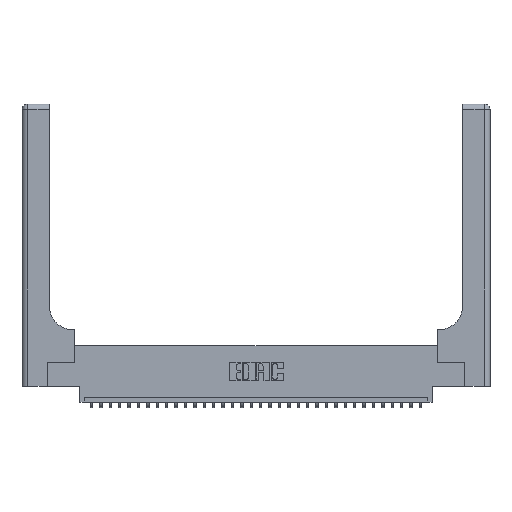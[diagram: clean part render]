
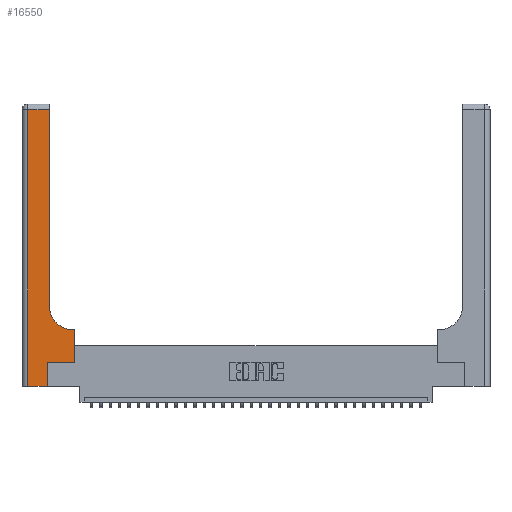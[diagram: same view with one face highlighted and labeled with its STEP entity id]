
A CAD part, top view. The second image highlights one B-rep face of the part: STEP entity #16550.
In plain terms, the highlighted planar face has unit normal (0, 0, 1).
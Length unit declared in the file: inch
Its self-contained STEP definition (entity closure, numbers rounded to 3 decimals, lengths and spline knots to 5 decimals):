
#401 = EDGE_CURVE ( 'NONE', #12026, #11566, #437, .T. ) ;
#437 = CIRCLE ( 'NONE', #7675, 0.25 ) ;
#573 = VERTEX_POINT ( 'NONE', #28688 ) ;
#847 = CARTESIAN_POINT ( 'NONE',  ( 0.5585, 0.25, 0.37 ) ) ;
#1202 = LINE ( 'NONE', #24677, #15239 ) ;
#1763 = EDGE_CURVE ( 'NONE', #17270, #16421, #5200, .T. ) ;
#2134 = CARTESIAN_POINT ( 'NONE',  ( 0.5585, 0.6, 0.37 ) ) ;
#2944 = EDGE_LOOP ( 'NONE', ( #19100, #27116, #18647, #24256, #8323, #28396, #33102, #32011, #13324 ) ) ;
#2957 = DIRECTION ( 'NONE',  ( 0., 1., 0. ) ) ;
#3085 = EDGE_CURVE ( 'NONE', #16421, #12026, #11950, .T. ) ;
#3220 = CARTESIAN_POINT ( 'NONE',  ( 0.5415, 0.6, 0.37 ) ) ;
#4369 = CARTESIAN_POINT ( 'NONE',  ( 0., 0., 0.37 ) ) ;
#4490 = CARTESIAN_POINT ( 'NONE',  ( 0.2915, 3., 0.37 ) ) ;
#4632 = EDGE_CURVE ( 'NONE', #11566, #31492, #10631, .T. ) ;
#5200 = LINE ( 'NONE', #847, #32104 ) ;
#5220 = DIRECTION ( 'NONE',  ( 1., 0., 0. ) ) ;
#5684 = DIRECTION ( 'NONE',  ( -1., 0., 0. ) ) ;
#5685 = LINE ( 'NONE', #4369, #28580 ) ;
#5735 = CARTESIAN_POINT ( 'NONE',  ( 0.5415, 0.85, 0.37 ) ) ;
#5940 = DIRECTION ( 'NONE',  ( 0., 0., -1. ) ) ;
#6425 = VERTEX_POINT ( 'NONE', #28603 ) ;
#6433 = CARTESIAN_POINT ( 'NONE',  ( 0.5585, 0.25, 0.37 ) ) ;
#7675 = AXIS2_PLACEMENT_3D ( 'NONE', #5735, #10867, #28866 ) ;
#8323 = ORIENTED_EDGE ( 'NONE', *, *, #23452, .T. ) ;
#8497 = DIRECTION ( 'NONE',  ( -1., 0., 0. ) ) ;
#8611 = DIRECTION ( 'NONE',  ( 0., 1., 0. ) ) ;
#9299 = DIRECTION ( 'NONE',  ( 0., -1., 0. ) ) ;
#10631 = LINE ( 'NONE', #4490, #31555 ) ;
#10867 = DIRECTION ( 'NONE',  ( 0., 0., -1. ) ) ;
#11566 = VERTEX_POINT ( 'NONE', #30683 ) ;
#11702 = VERTEX_POINT ( 'NONE', #26367 ) ;
#11950 = LINE ( 'NONE', #13068, #23595 ) ;
#12026 = VERTEX_POINT ( 'NONE', #3220 ) ;
#12203 = EDGE_CURVE ( 'NONE', #22782, #6425, #5685, .T. ) ;
#12422 = DIRECTION ( 'NONE',  ( 0., 1., 0. ) ) ;
#12664 = LINE ( 'NONE', #21814, #16298 ) ;
#13068 = CARTESIAN_POINT ( 'NONE',  ( 0.2915, 0.6, 0.37 ) ) ;
#13324 = ORIENTED_EDGE ( 'NONE', *, *, #401, .T. ) ;
#13977 = AXIS2_PLACEMENT_3D ( 'NONE', #21333, #5940, #8497 ) ;
#15239 = VECTOR ( 'NONE', #9299, 39.37008 ) ;
#16100 = LINE ( 'NONE', #20790, #32644 ) ;
#16298 = VECTOR ( 'NONE', #24387, 39.37008 ) ;
#16421 = VERTEX_POINT ( 'NONE', #2134 ) ;
#16550 = ADVANCED_FACE ( 'NONE', ( #26236 ), #31668, .F. ) ;
#17270 = VERTEX_POINT ( 'NONE', #6433 ) ;
#18647 = ORIENTED_EDGE ( 'NONE', *, *, #30645, .T. ) ;
#18817 = VECTOR ( 'NONE', #8611, 39.37008 ) ;
#19100 = ORIENTED_EDGE ( 'NONE', *, *, #4632, .T. ) ;
#20762 = EDGE_CURVE ( 'NONE', #573, #17270, #16100, .T. ) ;
#20790 = CARTESIAN_POINT ( 'NONE',  ( 0.269, 0.25, 0.37 ) ) ;
#21333 = CARTESIAN_POINT ( 'NONE',  ( 0., 3., 0.37 ) ) ;
#21814 = CARTESIAN_POINT ( 'NONE',  ( 0., 2.94, 0.37 ) ) ;
#22782 = VERTEX_POINT ( 'NONE', #24008 ) ;
#23452 = EDGE_CURVE ( 'NONE', #6425, #573, #33282, .T. ) ;
#23595 = VECTOR ( 'NONE', #5684, 39.37008 ) ;
#24008 = CARTESIAN_POINT ( 'NONE',  ( 0.06, 0., 0.37 ) ) ;
#24256 = ORIENTED_EDGE ( 'NONE', *, *, #12203, .T. ) ;
#24387 = DIRECTION ( 'NONE',  ( -1., 0., 0. ) ) ;
#24677 = CARTESIAN_POINT ( 'NONE',  ( 0.06, 3., 0.37 ) ) ;
#26236 = FACE_OUTER_BOUND ( 'NONE', #2944, .T. ) ;
#26367 = CARTESIAN_POINT ( 'NONE',  ( 0.06, 2.94, 0.37 ) ) ;
#27116 = ORIENTED_EDGE ( 'NONE', *, *, #27583, .T. ) ;
#27491 = DIRECTION ( 'NONE',  ( 1., 0., 0. ) ) ;
#27583 = EDGE_CURVE ( 'NONE', #31492, #11702, #12664, .T. ) ;
#28396 = ORIENTED_EDGE ( 'NONE', *, *, #20762, .T. ) ;
#28580 = VECTOR ( 'NONE', #27491, 39.37008 ) ;
#28603 = CARTESIAN_POINT ( 'NONE',  ( 0.269, 0., 0.37 ) ) ;
#28688 = CARTESIAN_POINT ( 'NONE',  ( 0.269, 0.25, 0.37 ) ) ;
#28866 = DIRECTION ( 'NONE',  ( 1., 0., 0. ) ) ;
#29179 = CARTESIAN_POINT ( 'NONE',  ( 0.269, 0., 0.37 ) ) ;
#30508 = CARTESIAN_POINT ( 'NONE',  ( 0.2915, 2.94, 0.37 ) ) ;
#30645 = EDGE_CURVE ( 'NONE', #11702, #22782, #1202, .T. ) ;
#30683 = CARTESIAN_POINT ( 'NONE',  ( 0.2915, 0.85, 0.37 ) ) ;
#31492 = VERTEX_POINT ( 'NONE', #30508 ) ;
#31555 = VECTOR ( 'NONE', #12422, 39.37008 ) ;
#31668 = PLANE ( 'NONE',  #13977 ) ;
#32011 = ORIENTED_EDGE ( 'NONE', *, *, #3085, .T. ) ;
#32104 = VECTOR ( 'NONE', #2957, 39.37008 ) ;
#32644 = VECTOR ( 'NONE', #5220, 39.37008 ) ;
#33102 = ORIENTED_EDGE ( 'NONE', *, *, #1763, .T. ) ;
#33282 = LINE ( 'NONE', #29179, #18817 ) ;
